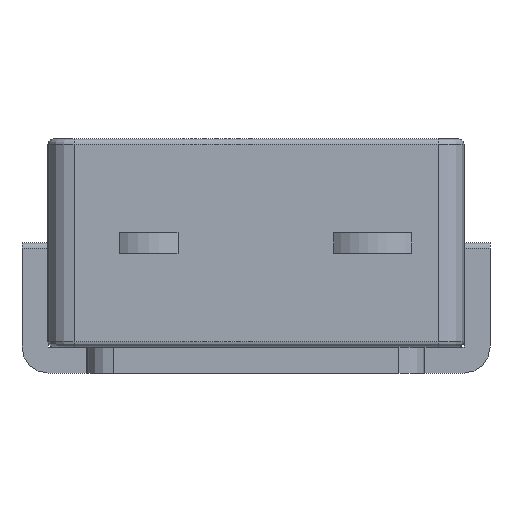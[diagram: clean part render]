
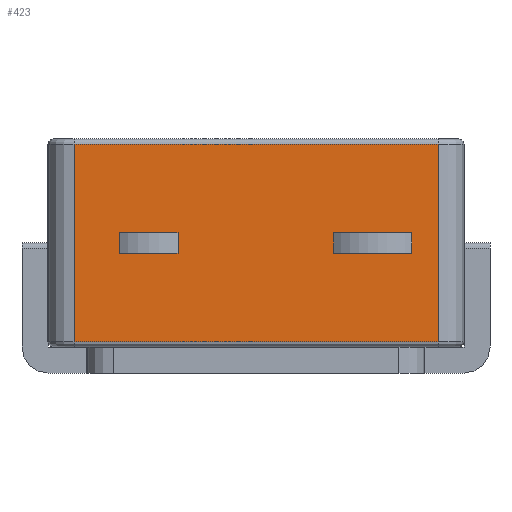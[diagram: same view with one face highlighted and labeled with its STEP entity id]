
A CAD part, front view. The second image highlights one B-rep face of the part: STEP entity #423.
In plain terms, the highlighted planar face has unit normal (0, -1, 0).
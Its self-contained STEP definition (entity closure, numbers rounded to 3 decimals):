
#423 = ADVANCED_FACE( '', ( #942, #943, #944 ), #945, .T. );
#942 = FACE_OUTER_BOUND( '', #1581, .T. );
#943 = FACE_BOUND( '', #1582, .T. );
#944 = FACE_BOUND( '', #1583, .T. );
#945 = PLANE( '', #1584 );
#1581 = EDGE_LOOP( '', ( #2788, #2789, #2790, #2791 ) );
#1582 = EDGE_LOOP( '', ( #2792, #2793, #2794, #2795 ) );
#1583 = EDGE_LOOP( '', ( #2796, #2797, #2798, #2799 ) );
#1584 = AXIS2_PLACEMENT_3D( '', #2800, #2801, #2802 );
#2788 = ORIENTED_EDGE( '', *, *, #3927, .F. );
#2789 = ORIENTED_EDGE( '', *, *, #3832, .T. );
#2790 = ORIENTED_EDGE( '', *, *, #3528, .T. );
#2791 = ORIENTED_EDGE( '', *, *, #3756, .T. );
#2792 = ORIENTED_EDGE( '', *, *, #3638, .F. );
#2793 = ORIENTED_EDGE( '', *, *, #3928, .T. );
#2794 = ORIENTED_EDGE( '', *, *, #3929, .T. );
#2795 = ORIENTED_EDGE( '', *, *, #3930, .F. );
#2796 = ORIENTED_EDGE( '', *, *, #3891, .F. );
#2797 = ORIENTED_EDGE( '', *, *, #3931, .T. );
#2798 = ORIENTED_EDGE( '', *, *, #3932, .T. );
#2799 = ORIENTED_EDGE( '', *, *, #3604, .F. );
#2800 = CARTESIAN_POINT( '', ( -7., -1006.5, -4. ) );
#2801 = DIRECTION( '', ( 0., -1., 0. ) );
#2802 = DIRECTION( '', ( 1., 0., 0. ) );
#3528 = EDGE_CURVE( '', #4196, #4197, #4198, .T. );
#3604 = EDGE_CURVE( '', #4329, #4330, #4331, .F. );
#3638 = EDGE_CURVE( '', #4388, #4389, #4390, .F. );
#3756 = EDGE_CURVE( '', #4197, #4106, #4570, .T. );
#3832 = EDGE_CURVE( '', #4671, #4196, #4674, .T. );
#3891 = EDGE_CURVE( '', #4754, #4329, #4756, .F. );
#3927 = EDGE_CURVE( '', #4671, #4106, #4803, .T. );
#3928 = EDGE_CURVE( '', #4388, #4804, #4805, .T. );
#3929 = EDGE_CURVE( '', #4804, #4806, #4807, .T. );
#3930 = EDGE_CURVE( '', #4389, #4806, #4808, .T. );
#3931 = EDGE_CURVE( '', #4754, #4809, #4810, .T. );
#3932 = EDGE_CURVE( '', #4809, #4330, #4811, .F. );
#4106 = VERTEX_POINT( '', #5015 );
#4196 = VERTEX_POINT( '', #5140 );
#4197 = VERTEX_POINT( '', #5141 );
#4198 = LINE( '', #5142, #5143 );
#4329 = VERTEX_POINT( '', #5374 );
#4330 = VERTEX_POINT( '', #5375 );
#4331 = LINE( '', #5376, #5377 );
#4388 = VERTEX_POINT( '', #5464 );
#4389 = VERTEX_POINT( '', #5465 );
#4390 = LINE( '', #5466, #5467 );
#4570 = LINE( '', #5736, #5737 );
#4671 = VERTEX_POINT( '', #5876 );
#4674 = LINE( '', #5879, #5880 );
#4754 = VERTEX_POINT( '', #5999 );
#4756 = LINE( '', #6002, #6003 );
#4803 = LINE( '', #6078, #6079 );
#4804 = VERTEX_POINT( '', #6080 );
#4805 = LINE( '', #6081, #6082 );
#4806 = VERTEX_POINT( '', #6083 );
#4807 = LINE( '', #6084, #6085 );
#4808 = LINE( '', #6086, #6087 );
#4809 = VERTEX_POINT( '', #6088 );
#4810 = LINE( '', #6089, #6090 );
#4811 = LINE( '', #6091, #6092 );
#5015 = CARTESIAN_POINT( '', ( -7., -1006.5, 3.8 ) );
#5140 = CARTESIAN_POINT( '', ( 7., -1006.5, -3.8 ) );
#5141 = CARTESIAN_POINT( '', ( 7., -1006.5, 3.8 ) );
#5142 = CARTESIAN_POINT( '', ( 7., -1006.5, -4. ) );
#5143 = VECTOR( '', #6442, 1000. );
#5374 = CARTESIAN_POINT( '', ( -5.25, -1006.5, -0.4 ) );
#5375 = CARTESIAN_POINT( '', ( -3., -1006.5, -0.4 ) );
#5376 = CARTESIAN_POINT( '', ( -4.125, -1006.5, -0.4 ) );
#5377 = VECTOR( '', #6537, 1000. );
#5464 = CARTESIAN_POINT( '', ( 3., -1006.5, -0.4 ) );
#5465 = CARTESIAN_POINT( '', ( 6., -1006.5, -0.4 ) );
#5466 = CARTESIAN_POINT( '', ( 4.5, -1006.5, -0.4 ) );
#5467 = VECTOR( '', #6577, 1000. );
#5736 = CARTESIAN_POINT( '', ( -7., -1006.5, 3.8 ) );
#5737 = VECTOR( '', #6738, 1000. );
#5876 = CARTESIAN_POINT( '', ( -7., -1006.5, -3.8 ) );
#5879 = CARTESIAN_POINT( '', ( 7., -1006.5, -3.8 ) );
#5880 = VECTOR( '', #6836, 1000. );
#5999 = CARTESIAN_POINT( '', ( -5.25, -1006.5, 0.4 ) );
#6002 = CARTESIAN_POINT( '', ( -5.25, -1006.5, 0.4 ) );
#6003 = VECTOR( '', #6906, 1000. );
#6078 = CARTESIAN_POINT( '', ( -7., -1006.5, -4. ) );
#6079 = VECTOR( '', #6938, 1000. );
#6080 = CARTESIAN_POINT( '', ( 3., -1006.5, 0.4 ) );
#6081 = CARTESIAN_POINT( '', ( 3., -1006.5, -4. ) );
#6082 = VECTOR( '', #6939, 1000. );
#6083 = CARTESIAN_POINT( '', ( 6., -1006.5, 0.4 ) );
#6084 = CARTESIAN_POINT( '', ( -7., -1006.5, 0.4 ) );
#6085 = VECTOR( '', #6940, 1000. );
#6086 = CARTESIAN_POINT( '', ( 6., -1006.5, -0.4 ) );
#6087 = VECTOR( '', #6941, 1000. );
#6088 = CARTESIAN_POINT( '', ( -3., -1006.5, 0.4 ) );
#6089 = CARTESIAN_POINT( '', ( -7., -1006.5, 0.4 ) );
#6090 = VECTOR( '', #6942, 1000. );
#6091 = CARTESIAN_POINT( '', ( -3., -1006.5, -4. ) );
#6092 = VECTOR( '', #6943, 1000. );
#6442 = DIRECTION( '', ( 0., 0., 1. ) );
#6537 = DIRECTION( '', ( -1., 0., 0. ) );
#6577 = DIRECTION( '', ( -1., 0., 0. ) );
#6738 = DIRECTION( '', ( -1., 0., 0. ) );
#6836 = DIRECTION( '', ( 1., 0., 0. ) );
#6906 = DIRECTION( '', ( 0., 0., 1. ) );
#6938 = DIRECTION( '', ( 0., 0., 1. ) );
#6939 = DIRECTION( '', ( 0., 0., 1. ) );
#6940 = DIRECTION( '', ( 1., 0., 0. ) );
#6941 = DIRECTION( '', ( 0., 0., 1. ) );
#6942 = DIRECTION( '', ( 1., 0., 0. ) );
#6943 = DIRECTION( '', ( 0., 0., 1. ) );
